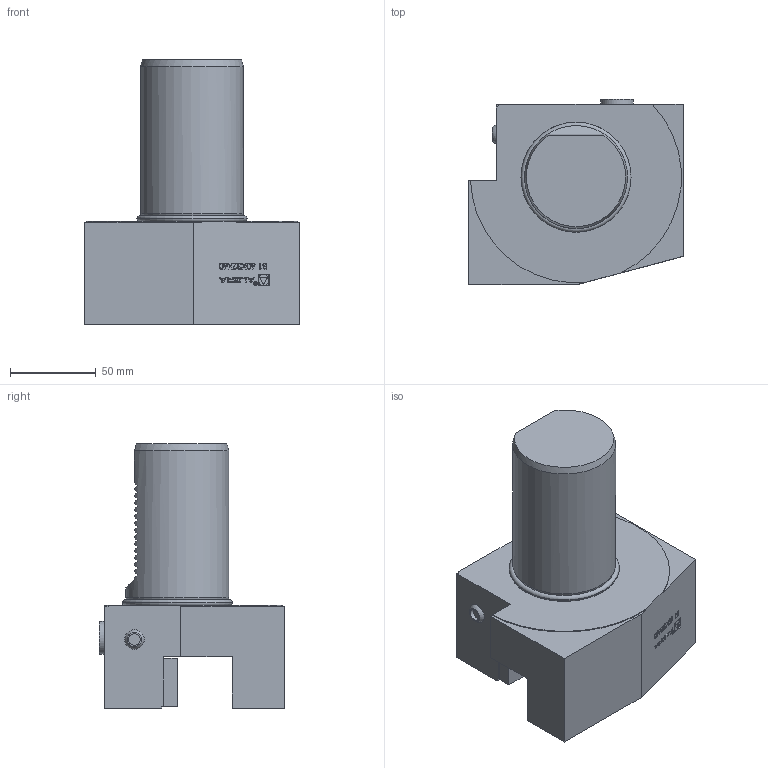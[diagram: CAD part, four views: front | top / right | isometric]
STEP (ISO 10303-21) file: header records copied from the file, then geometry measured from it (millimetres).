
FILE_DESCRIPTION (( 'STEP AP214' ), '1' );
FILE_NAME ('B160X32X60.STEP', '2025-07-28T09:32:44', ( '' ), ( '' ), 'SwSTEP 2.0', 'SolidWorks 2023', '' );
FILE_SCHEMA (( 'AUTOMOTIVE_DESIGN' ));
Length unit declared in the file: millimetre
Products named in the file (1): B160X32X60
Bounding box: 125 x 107.9 x 154 mm (x, y, z)
Volume: 847826.7 mm3; surface area: 75733.3 mm2
Topology: 1 solids, 1 shells, 365 faces, 963 edges, 643 vertices
Faces by surface type: plane 253, bspline 70, cylinder 35, cone 4, torus 2, sphere 1
Full cylindrical faces by diameter (mm): 1.7 x1, 2.1 x1, 6.366 x1, 6.8 x1, 14 x2, 19 x1, 60 x1, 64.194 x1
Entity records: 17878 total; most frequent: CARTESIAN_POINT 6811, ORIENTED_EDGE 1882, DIRECTION 1413, EDGE_CURVE 941, LINE 663, VECTOR 663, VERTEX_POINT 635, EDGE_LOOP 422
